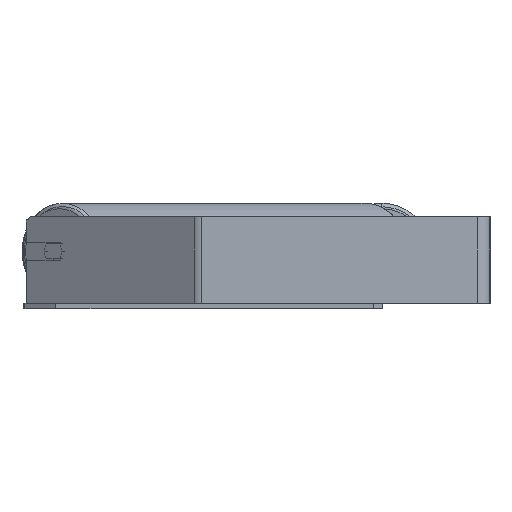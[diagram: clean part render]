
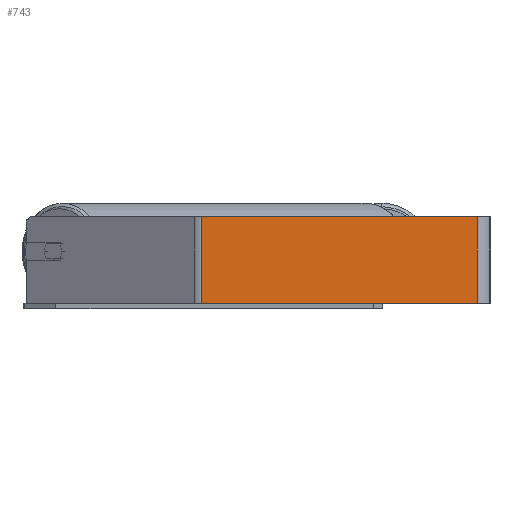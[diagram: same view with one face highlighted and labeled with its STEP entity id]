
A CAD part, left-side view. The second image highlights one B-rep face of the part: STEP entity #743.
In plain terms, the highlighted planar face has unit normal (-1, 0, 0).
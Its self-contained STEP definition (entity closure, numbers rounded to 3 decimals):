
#89 = AXIS2_PLACEMENT_3D ( 'NONE', #2676, #7620, #4000 ) ;
#490 = LINE ( 'NONE', #6231, #1463 ) ;
#743 = ADVANCED_FACE ( 'NONE', ( #3903 ), #865, .F. ) ;
#816 = VERTEX_POINT ( 'NONE', #1916 ) ;
#821 = CARTESIAN_POINT ( 'NONE',  ( -800., 12., 40. ) ) ;
#865 = PLANE ( 'NONE',  #89 ) ;
#991 = DIRECTION ( 'NONE',  ( 0., 0., -1. ) ) ;
#1236 = CARTESIAN_POINT ( 'NONE',  ( -800., 12., 40. ) ) ;
#1327 = CARTESIAN_POINT ( 'NONE',  ( -800., 270.422, -40. ) ) ;
#1463 = VECTOR ( 'NONE', #1910, 1000. ) ;
#1722 = VERTEX_POINT ( 'NONE', #5721 ) ;
#1910 = DIRECTION ( 'NONE',  ( 0., -1., 0. ) ) ;
#1916 = CARTESIAN_POINT ( 'NONE',  ( -800., 266.638, 40. ) ) ;
#2327 = CARTESIAN_POINT ( 'NONE',  ( -800., 266.638, 40. ) ) ;
#2468 = LINE ( 'NONE', #2327, #6658 ) ;
#2585 = ORIENTED_EDGE ( 'NONE', *, *, #5772, .T. ) ;
#2634 = ORIENTED_EDGE ( 'NONE', *, *, #3448, .F. ) ;
#2651 = ORIENTED_EDGE ( 'NONE', *, *, #5885, .T. ) ;
#2676 = CARTESIAN_POINT ( 'NONE',  ( -800., 270.422, 40. ) ) ;
#3427 = EDGE_LOOP ( 'NONE', ( #2651, #7046, #2634, #2585 ) ) ;
#3448 = EDGE_CURVE ( 'NONE', #816, #3820, #490, .T. ) ;
#3507 = DIRECTION ( 'NONE',  ( 0., -1., 0. ) ) ;
#3712 = DIRECTION ( 'NONE',  ( 0., 0., -1. ) ) ;
#3820 = VERTEX_POINT ( 'NONE', #1236 ) ;
#3903 = FACE_OUTER_BOUND ( 'NONE', #3427, .T. ) ;
#4000 = DIRECTION ( 'NONE',  ( 0., 0., -1. ) ) ;
#4152 = VERTEX_POINT ( 'NONE', #5321 ) ;
#4357 = LINE ( 'NONE', #1327, #9083 ) ;
#5151 = VECTOR ( 'NONE', #3712, 1000. ) ;
#5321 = CARTESIAN_POINT ( 'NONE',  ( -800., 266.638, -40. ) ) ;
#5721 = CARTESIAN_POINT ( 'NONE',  ( -800., 12., -40. ) ) ;
#5772 = EDGE_CURVE ( 'NONE', #816, #4152, #2468, .T. ) ;
#5885 = EDGE_CURVE ( 'NONE', #4152, #1722, #4357, .T. ) ;
#6231 = CARTESIAN_POINT ( 'NONE',  ( -800., 270.422, 40. ) ) ;
#6351 = EDGE_CURVE ( 'NONE', #3820, #1722, #7330, .T. ) ;
#6658 = VECTOR ( 'NONE', #991, 1000. ) ;
#7046 = ORIENTED_EDGE ( 'NONE', *, *, #6351, .F. ) ;
#7330 = LINE ( 'NONE', #821, #5151 ) ;
#7620 = DIRECTION ( 'NONE',  ( 1., 0., 0. ) ) ;
#9083 = VECTOR ( 'NONE', #3507, 1000. ) ;
